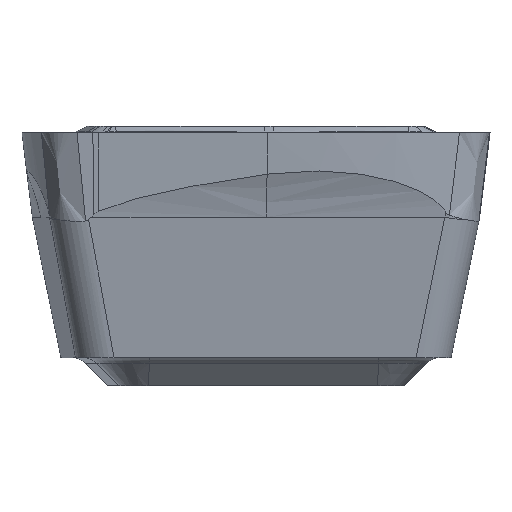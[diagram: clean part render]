
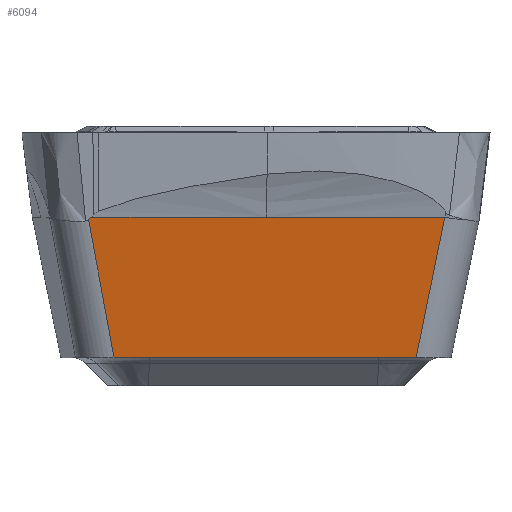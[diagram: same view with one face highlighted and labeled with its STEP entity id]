
A CAD part, left-side view. The second image highlights one B-rep face of the part: STEP entity #6094.
In plain terms, the highlighted planar face has unit normal (-0.981, -0.048, -0.191).
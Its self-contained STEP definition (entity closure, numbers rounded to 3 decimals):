
#164=DIRECTION('',(-0.109,-0.675,0.73));
#165=VECTOR('',#164,0.037);
#166=CARTESIAN_POINT('',(-2.384,1.789,
-0.927));
#167=LINE('',#166,#165);
#2315=DIRECTION('',(-0.048,0.999,0.));
#2316=VECTOR('',#2315,3.231);
#2317=CARTESIAN_POINT('',(-1.928,-1.711,
-2.4));
#2318=LINE('',#2317,#2316);
#2428=CARTESIAN_POINT('',(-2.384,1.789,
-0.927));
#2438=DIRECTION('',(-0.178,-0.196,0.964));
#2439=VECTOR('',#2438,1.556);
#2440=CARTESIAN_POINT('',(-1.928,-1.711,
-2.4));
#2441=LINE('',#2440,#2439);
#2445=DIRECTION('',(0.196,-0.178,-0.964));
#2446=VECTOR('',#2445,1.528);
#2447=CARTESIAN_POINT('',(-2.384,1.789,
-0.927));
#2448=LINE('',#2447,#2446);
#2678=DIRECTION('',(0.048,-0.999,0.));
#2679=VECTOR('',#2678,1.907);
#2680=CARTESIAN_POINT('',(-2.297,-0.111,
-0.9));
#2681=LINE('',#2680,#2679);
#2703=DIRECTION('',(0.048,-0.999,0.));
#2704=VECTOR('',#2703,1.877);
#2705=CARTESIAN_POINT('',(-2.388,1.764,
-0.9));
#2706=LINE('',#2705,#2704);
#3016=VERTEX_POINT('',#2428);
#3017=CARTESIAN_POINT('',(-2.388,1.764,
-0.9));
#3018=VERTEX_POINT('',#3017);
#3028=CARTESIAN_POINT('',(-2.205,-2.016,
-0.9));
#3029=VERTEX_POINT('',#3028);
#3030=CARTESIAN_POINT('',(-1.928,-1.711,
-2.4));
#3031=VERTEX_POINT('',#3030);
#3040=CARTESIAN_POINT('',(-2.084,1.517,-2.4));
#3041=VERTEX_POINT('',#3040);
#3075=CARTESIAN_POINT('',(-2.297,-0.111,
-0.9));
#3076=VERTEX_POINT('',#3075);
#6078=CARTESIAN_POINT('',(-2.026,-2.1,-1.8));
#6079=DIRECTION('',(-0.98,-0.047,-0.191));
#6080=DIRECTION('',(0.191,0.009,-0.982));
#6081=AXIS2_PLACEMENT_3D('',#6078,#6079,#6080);
#6082=PLANE('',#6081);
#6084=ORIENTED_EDGE('',*,*,#6083,.F.);
#6085=ORIENTED_EDGE('',*,*,#5990,.T.);
#6086=ORIENTED_EDGE('',*,*,#6066,.F.);
#6087=ORIENTED_EDGE('',*,*,#3312,.T.);
#6089=ORIENTED_EDGE('',*,*,#6088,.T.);
#6091=ORIENTED_EDGE('',*,*,#6090,.T.);
#6092=EDGE_LOOP('',(#6084,#6085,#6086,#6087,#6089,#6091));
#6093=FACE_OUTER_BOUND('',#6092,.F.);
#3312=EDGE_CURVE('',#3016,#3018,#167,.T.);
#5990=EDGE_CURVE('',#3031,#3041,#2318,.T.);
#6066=EDGE_CURVE('',#3016,#3041,#2448,.T.);
#6083=EDGE_CURVE('',#3031,#3029,#2441,.T.);
#6088=EDGE_CURVE('',#3018,#3076,#2706,.T.);
#6090=EDGE_CURVE('',#3076,#3029,#2681,.T.);
#6094=ADVANCED_FACE('',(#6093),#6082,.T.);
